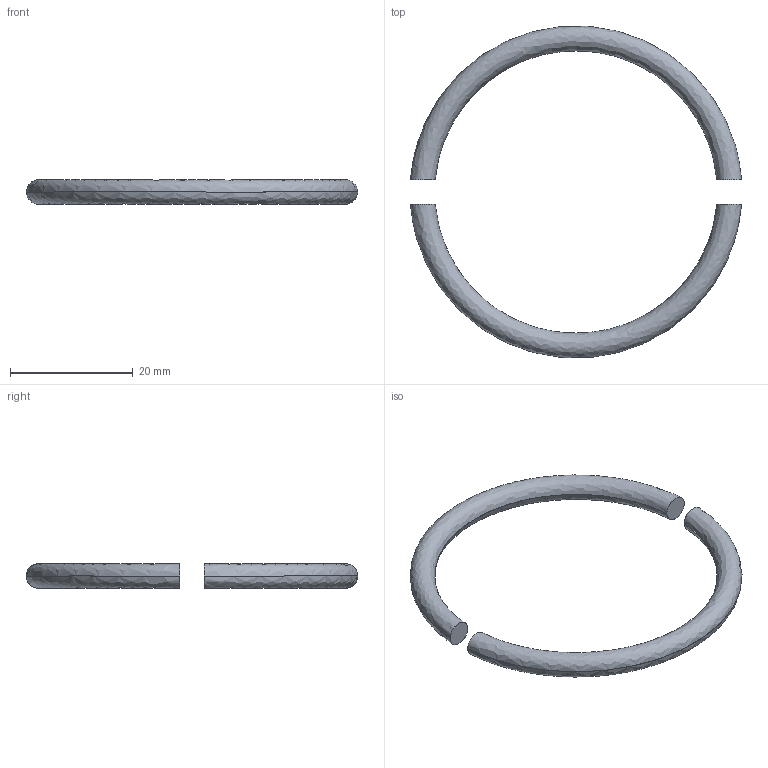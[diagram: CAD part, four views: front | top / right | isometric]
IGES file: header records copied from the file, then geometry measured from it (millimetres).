
Start section: START RECORD GO HERE.
Global section: file name: RDAN111.50.igs; native system: IBM CATIA IGES - CATIA Version 5 Release 19 ; preprocessor: CATIA Version 5 Release 19 ; author: Astroboy; organization: Astroboy-PC; date: 20170517.232244; units: millimetre
Bounding box: 53.85 x 53.88 x 4 mm (x, y, z)
Surface area: 1923.7 mm2 (no closed solid volume)
Topology: 0 solids, 0 shells, 8 faces, 27 edges, 31 vertices
Faces by surface type: bspline 4, plane 4
